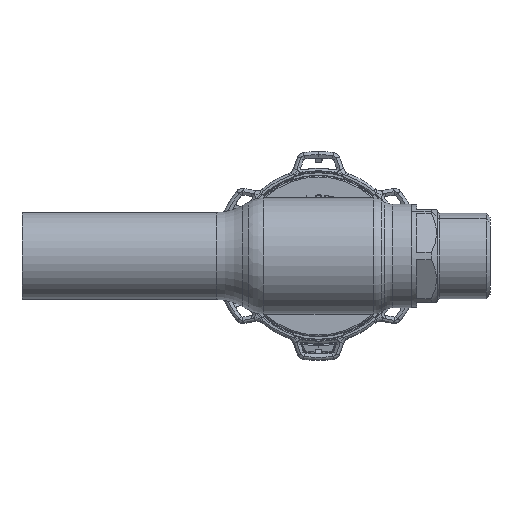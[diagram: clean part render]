
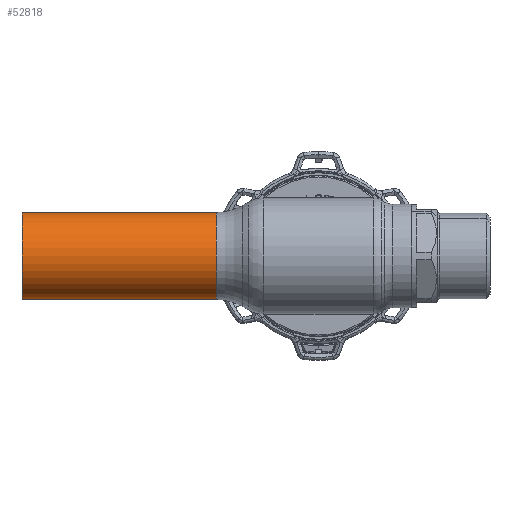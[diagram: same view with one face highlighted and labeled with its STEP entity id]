
A CAD part, front view. The second image highlights one B-rep face of the part: STEP entity #52818.
In plain terms, the highlighted cylindrical face has radius 16.85 mm (diameter 33.7 mm), a partial arc.
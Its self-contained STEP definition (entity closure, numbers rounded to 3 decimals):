
#3218 = DIRECTION ( 'NONE',  ( -1., 0., 0. ) ) ;
#8077 = EDGE_CURVE ( 'NONE', #75657, #65919, #36889, .T. ) ;
#9061 = DIRECTION ( 'NONE',  ( -1., 0., 0. ) ) ;
#14209 = CARTESIAN_POINT ( 'NONE',  ( -39.645, 0., 0. ) ) ;
#16278 = CARTESIAN_POINT ( 'NONE',  ( -39.645, 0., -16.85 ) ) ;
#18094 = CARTESIAN_POINT ( 'NONE',  ( -115., 0., -16.85 ) ) ;
#23479 = CARTESIAN_POINT ( 'NONE',  ( -39.645, 0., 16.85 ) ) ;
#24800 = DIRECTION ( 'NONE',  ( -1., 0., 0. ) ) ;
#24979 = CYLINDRICAL_SURFACE ( 'NONE', #67475, 16.85 ) ;
#28519 = CARTESIAN_POINT ( 'NONE',  ( -115., 0., 0. ) ) ;
#36889 = LINE ( 'NONE', #116335, #76220 ) ;
#38140 = VECTOR ( 'NONE', #9061, 1000. ) ;
#42648 = ORIENTED_EDGE ( 'NONE', *, *, #122536, .T. ) ;
#45423 = FACE_OUTER_BOUND ( 'NONE', #123419, .T. ) ;
#52818 = ADVANCED_FACE ( 'NONE', ( #45423 ), #24979, .T. ) ;
#54535 = DIRECTION ( 'NONE',  ( 0., 0., 1. ) ) ;
#59912 = CARTESIAN_POINT ( 'NONE',  ( -62.69, 0., 16.85 ) ) ;
#61353 = CARTESIAN_POINT ( 'NONE',  ( -115., 0., 16.85 ) ) ;
#62204 = EDGE_CURVE ( 'NONE', #65919, #66963, #66159, .T. ) ;
#64729 = AXIS2_PLACEMENT_3D ( 'NONE', #14209, #24800, #54535 ) ;
#65913 = CARTESIAN_POINT ( 'NONE',  ( -62.69, 0., 0. ) ) ;
#65919 = VERTEX_POINT ( 'NONE', #18094 ) ;
#66159 = CIRCLE ( 'NONE', #123217, 16.85 ) ;
#66652 = DIRECTION ( 'NONE',  ( -1., 0., 0. ) ) ;
#66963 = VERTEX_POINT ( 'NONE', #61353 ) ;
#67410 = EDGE_CURVE ( 'NONE', #75657, #121730, #128105, .T. ) ;
#67475 = AXIS2_PLACEMENT_3D ( 'NONE', #65913, #3218, #85785 ) ;
#68820 = DIRECTION ( 'NONE',  ( -1., 0., 0. ) ) ;
#71923 = ORIENTED_EDGE ( 'NONE', *, *, #67410, .T. ) ;
#75657 = VERTEX_POINT ( 'NONE', #16278 ) ;
#76220 = VECTOR ( 'NONE', #66652, 1000. ) ;
#85785 = DIRECTION ( 'NONE',  ( 0., 0., 1. ) ) ;
#86219 = ORIENTED_EDGE ( 'NONE', *, *, #62204, .F. ) ;
#89360 = DIRECTION ( 'NONE',  ( 0., 0., 1. ) ) ;
#106194 = ORIENTED_EDGE ( 'NONE', *, *, #8077, .F. ) ;
#107674 = LINE ( 'NONE', #59912, #38140 ) ;
#116335 = CARTESIAN_POINT ( 'NONE',  ( -62.69, 0., -16.85 ) ) ;
#121730 = VERTEX_POINT ( 'NONE', #23479 ) ;
#122536 = EDGE_CURVE ( 'NONE', #121730, #66963, #107674, .T. ) ;
#123217 = AXIS2_PLACEMENT_3D ( 'NONE', #28519, #68820, #89360 ) ;
#123419 = EDGE_LOOP ( 'NONE', ( #106194, #71923, #42648, #86219 ) ) ;
#128105 = CIRCLE ( 'NONE', #64729, 16.85 ) ;
